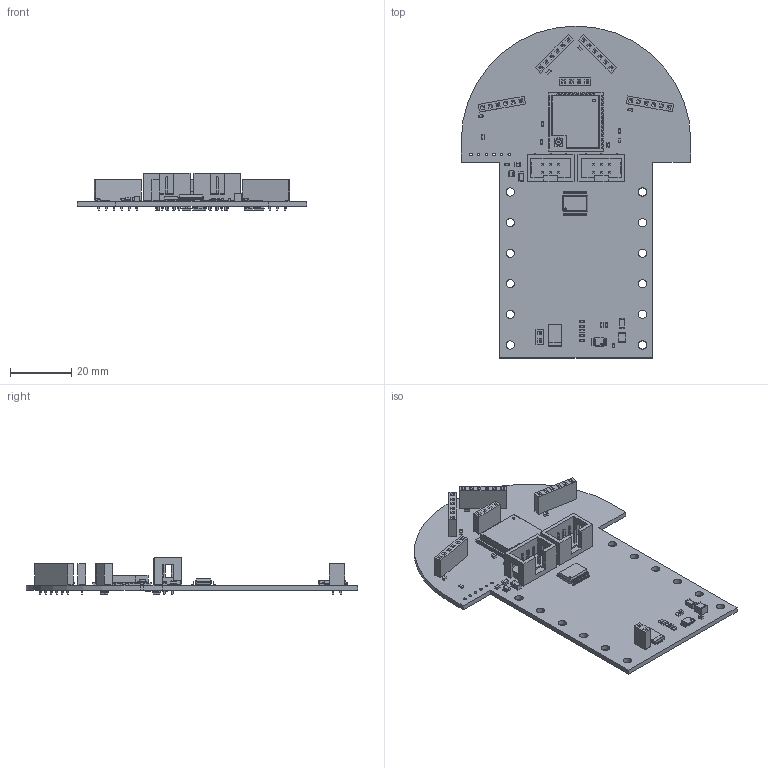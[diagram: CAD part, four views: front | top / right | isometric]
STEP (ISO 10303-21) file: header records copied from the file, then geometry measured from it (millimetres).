
FILE_DESCRIPTION(('KiCad electronic assembly'),'2;1');
FILE_NAME('main_board.step','2024-07-01T08:56:08',('Pcbnew'),('Kicad'), 'Open CASCADE STEP processor 7.6','KiCad to STEP converter','Unknown' );
FILE_SCHEMA(('AUTOMOTIVE_DESIGN { 1 0 10303 214 1 1 1 1 }'));
Length unit declared in the file: millimetre
Products named in the file (32): main_board 1; PinSocket_1x06_P2.54mm_Vertical; PinSocket_1x06_P254mm_Vertical; R_0603_1608Metric; C_0603_1608Metric; CP_EIA-7343-15_Kemet-W; CP_EIA_7343_15_Kemet_W; PinSocket_1x02_P2.54mm_Vertical; PinSocket_1x02_P254mm_Vertical; C_1206_3216Metric; ESP32-WROOM-32U; MSOP-10-1EP_3x3mm_P0.5mm_EP1.68x1.88mm; MSOP_10_1EP_3x3mm_P05mm; IDC-Header_2x03_P2.54mm_Vertical; IDC_Header_2x03_P254mm_Vertical; SOT-363_SC-70-6; SOT_363_SC_70_6; L_1210_3225Metric; PinSocket_1x04_P2.54mm_Vertical; PinSocket_1x04_P254mm_Vertical; L_0805_2012Metric; SSOP-24_5.3x8.2mm_P0.65mm; SSOP_24_53x82mm_P065mm; SOT-23; SOT_23; main_board_PCB
Assembly tree (64 placements, depth 3):
  main_board 1
    PinSocket_1x06_P2.54mm_Vertical  x4
      PinSocket_1x06_P254mm_Vertical
    R_0603_1608Metric  x15
      R_0603_1608Metric
    C_0603_1608Metric  x12
      C_0603_1608Metric
    CP_EIA-7343-15_Kemet-W
      CP_EIA_7343_15_Kemet_W
    PinSocket_1x02_P2.54mm_Vertical
      PinSocket_1x02_P254mm_Vertical
    C_1206_3216Metric  x2
      C_1206_3216Metric
    ESP32-WROOM-32U
      ESP32-WROOM-32U
    MSOP-10-1EP_3x3mm_P0.5mm_EP1.68x1.88mm
      MSOP_10_1EP_3x3mm_P05mm
    IDC-Header_2x03_P2.54mm_Vertical  x2
      IDC_Header_2x03_P254mm_Vertical
    SOT-363_SC-70-6
      SOT_363_SC_70_6
    L_1210_3225Metric
      L_1210_3225Metric
    PinSocket_1x04_P2.54mm_Vertical
      PinSocket_1x04_P254mm_Vertical
    L_0805_2012Metric
      L_0805_2012Metric
    SSOP-24_5.3x8.2mm_P0.65mm
      SSOP_24_53x82mm_P065mm
    SOT-23  x4
      SOT_23
    main_board_PCB
Bounding box: 75 x 108.5 x 12.2 mm (x, y, z)
Volume: 12862.2 mm3; surface area: 18533.2 mm2
Topology: 49 solids, 49 shells, 4015 faces, 10221 edges, 6460 vertices
Faces by surface type: plane 3079, cylinder 701, bspline 228, sphere 5, torus 1, revolution 1
Full cylindrical faces by diameter (mm): 0.5 x3, 0.8 x1, 0.85 x6, 1 x54, 1.8 x1, 2 x1, 2.7 x12
Entity records: 86328 total; most frequent: CARTESIAN_POINT 12752, ORIENTED_EDGE 11976, DIRECTION 11408, EDGE_CURVE 5988, LINE 4801, VECTOR 4801, VERTEX_POINT 3740, AXIS2_PLACEMENT_3D 3303
